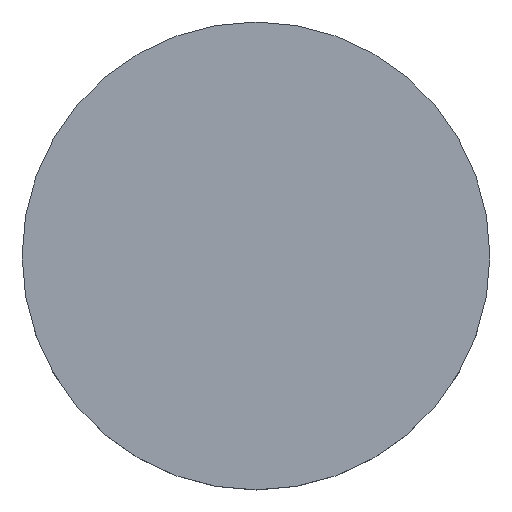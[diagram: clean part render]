
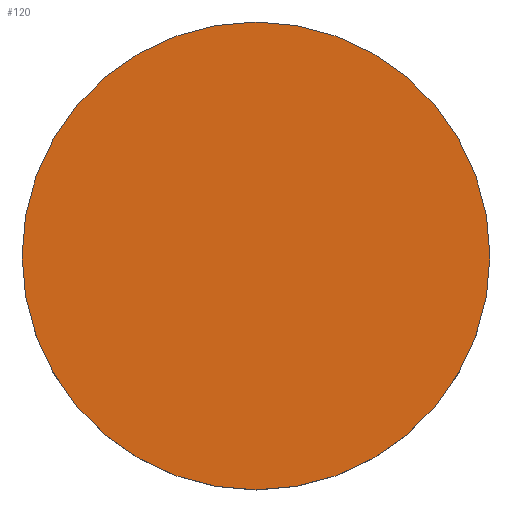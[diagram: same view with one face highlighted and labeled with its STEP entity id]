
A CAD part, top view. The second image highlights one B-rep face of the part: STEP entity #120.
In plain terms, the highlighted planar face has unit normal (0, 0, 1).
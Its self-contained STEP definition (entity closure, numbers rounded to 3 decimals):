
#5 = DIRECTION ( 'NONE',  ( -1., 0., 0. ) ) ;
#14 = VERTEX_POINT ( 'NONE', #33 ) ;
#33 = CARTESIAN_POINT ( 'NONE',  ( 9., 0., 0. ) ) ;
#42 = EDGE_CURVE ( 'NONE', #157, #14, #129, .T. ) ;
#54 = ORIENTED_EDGE ( 'NONE', *, *, #126, .F. ) ;
#66 = AXIS2_PLACEMENT_3D ( 'NONE', #69, #70, #142 ) ;
#67 = CARTESIAN_POINT ( 'NONE',  ( 0., 0., 0. ) ) ;
#69 = CARTESIAN_POINT ( 'NONE',  ( 0., 0., 0. ) ) ;
#70 = DIRECTION ( 'NONE',  ( 0., 0., 1. ) ) ;
#85 = FACE_OUTER_BOUND ( 'NONE', #112, .T. ) ;
#110 = ORIENTED_EDGE ( 'NONE', *, *, #42, .F. ) ;
#112 = EDGE_LOOP ( 'NONE', ( #110, #54 ) ) ;
#120 = ADVANCED_FACE ( 'NONE', ( #85 ), #217, .T. ) ;
#126 = EDGE_CURVE ( 'NONE', #14, #157, #224, .T. ) ;
#129 = CIRCLE ( 'NONE', #219, 9. ) ;
#140 = AXIS2_PLACEMENT_3D ( 'NONE', #67, #199, #181 ) ;
#142 = DIRECTION ( 'NONE',  ( 1., 0., 0. ) ) ;
#157 = VERTEX_POINT ( 'NONE', #162 ) ;
#162 = CARTESIAN_POINT ( 'NONE',  ( -9., 0., 0. ) ) ;
#181 = DIRECTION ( 'NONE',  ( -1., 0., 0. ) ) ;
#199 = DIRECTION ( 'NONE',  ( 0., 0., -1. ) ) ;
#200 = DIRECTION ( 'NONE',  ( 0., 0., -1. ) ) ;
#216 = CARTESIAN_POINT ( 'NONE',  ( 0., 0., 0. ) ) ;
#217 = PLANE ( 'NONE',  #66 ) ;
#219 = AXIS2_PLACEMENT_3D ( 'NONE', #216, #200, #5 ) ;
#224 = CIRCLE ( 'NONE', #140, 9. ) ;
